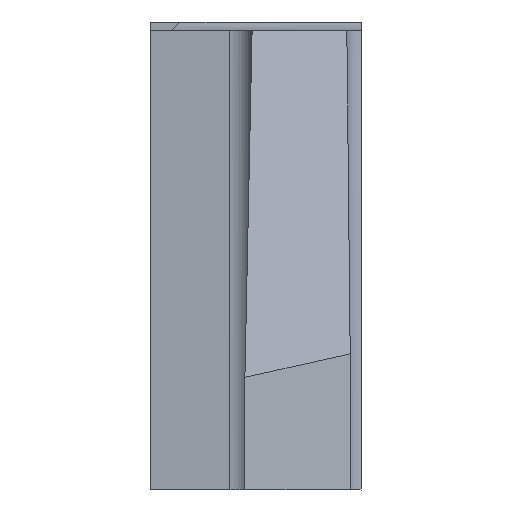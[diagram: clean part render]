
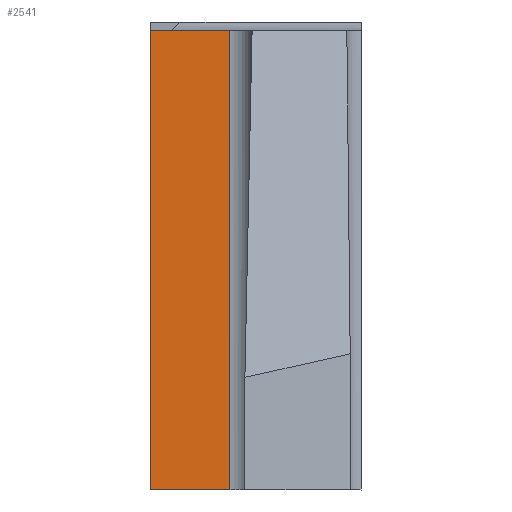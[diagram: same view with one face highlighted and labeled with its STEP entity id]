
A CAD part, front view. The second image highlights one B-rep face of the part: STEP entity #2541.
In plain terms, the highlighted planar face has unit normal (-0.018, -1, 0).
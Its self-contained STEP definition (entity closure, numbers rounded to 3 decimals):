
#90=CARTESIAN_POINT('',(0.,-4.301,0.85));
#91=DIRECTION('',(0.,0.,-1.));
#92=VECTOR('',#91,7.85);
#93=LINE('',#90,#92);
#94=CARTESIAN_POINT('',(0.,-4.301,0.85));
#95=VERTEX_POINT('',#94);
#96=CARTESIAN_POINT('',(0.,-4.301,-7.));
#97=VERTEX_POINT('',#96);
#98=EDGE_CURVE('',#95,#97,#93,.T.);
#519=CARTESIAN_POINT('',(1.351,-4.324,0.85));
#520=VERTEX_POINT('',#519);
#531=CARTESIAN_POINT('',(1.351,-4.324,0.85));
#532=DIRECTION('',(-1.,0.017,0.));
#533=VECTOR('',#532,1.352);
#534=LINE('',#531,#533);
#535=EDGE_CURVE('',#520,#95,#534,.T.);
#1053=CARTESIAN_POINT('',(1.351,-4.324,-7.));
#1054=VERTEX_POINT('',#1053);
#1065=CARTESIAN_POINT('',(1.351,-4.324,0.85));
#1066=DIRECTION('',(0.,0.,-1.));
#1067=VECTOR('',#1066,7.85);
#1068=LINE('',#1065,#1067);
#1069=EDGE_CURVE('',#520,#1054,#1068,.T.);
#2378=CARTESIAN_POINT('',(0.,-4.301,-7.));
#2379=DIRECTION('',(1.,-0.017,0.));
#2380=VECTOR('',#2379,1.352);
#2381=LINE('',#2378,#2380);
#2382=EDGE_CURVE('',#97,#1054,#2381,.T.);
#2498=CARTESIAN_POINT('',(0.276,-4.305,-2.6));
#2499=DIRECTION('',(0.017,1.,0.));
#2500=DIRECTION('',(0.,0.,1.));
#2501=AXIS2_PLACEMENT_3D('',#2498,#2499,#2500);
#2502=PLANE('',#2501);
#2503=ORIENTED_EDGE('Edge 1151',*,*,#1069,.F.);
#2512=ORIENTED_EDGE('Edge 1119',*,*,#2382,.T.);
#2521=ORIENTED_EDGE('Edge 1124',*,*,#98,.T.);
#2530=ORIENTED_EDGE('Edge 1129',*,*,#535,.T.);
#2539=EDGE_LOOP('',(#2530,#2521,#2512,#2503));
#2540=FACE_OUTER_BOUND('Loop 1130',#2539,.T.);
#2541=ADVANCED_FACE('Face 1131',(#2540),#2502,.F.);
